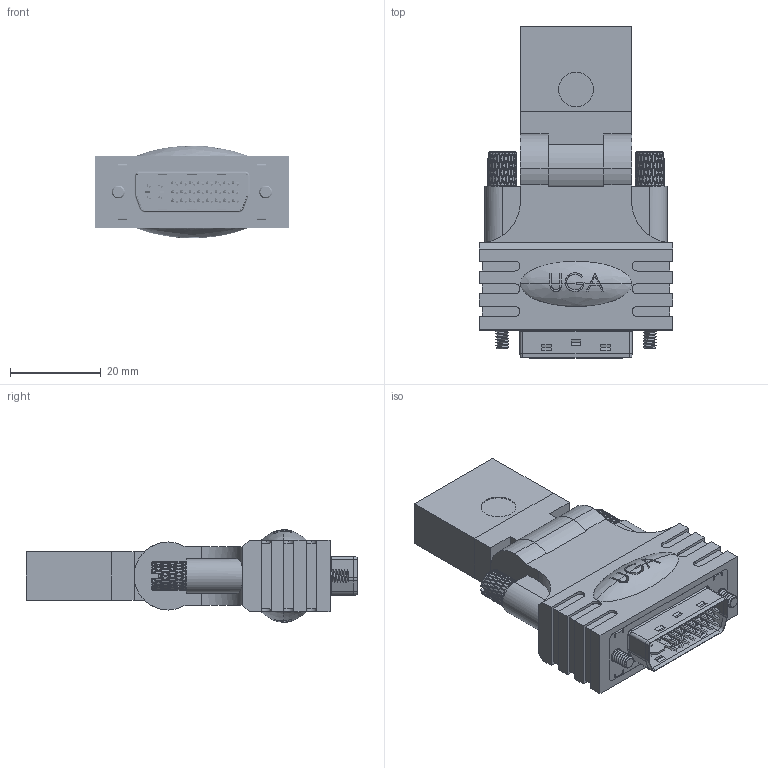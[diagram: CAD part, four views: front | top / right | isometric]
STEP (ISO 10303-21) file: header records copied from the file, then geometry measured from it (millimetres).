
FILE_DESCRIPTION (( 'STEP AP214' ), '1' );
FILE_NAME ('VIC00013.STEP', '2019-07-03T12:45:44', ( '' ), ( '' ), 'SwSTEP 2.0', 'SolidWorks 2018', '' );
FILE_SCHEMA (( 'AUTOMOTIVE_DESIGN' ));
Length unit declared in the file: inch
Products named in the file (8): VIC00013-MA2; UGA(LOGO); VIC00013-MA1; VIC00013-MA3; VIC00013; 1AH05-016___; VIC00013-MA4_CRMN9 Screw; 1AH01-010___
Assembly tree (9 placements, depth 2):
  VIC00013
    VIC00013-MA1
    VIC00013-MA2
    VIC00013-MA3
    1AH01-010___
    1AH05-016___
    VIC00013-MA4_CRMN9 Screw  x2
    UGA(LOGO)  x2
Bounding box: 42.7 x 73.15 x 20.48 mm (x, y, z)
Volume: 31067.9 mm3; surface area: 18624.3 mm2
Topology: 16 solids, 16 shells, 3481 faces, 9443 edges, 6022 vertices
Faces by surface type: plane 2078, bspline 728, cylinder 625, cone 36, torus 14
Entity records: 127591 total; most frequent: CARTESIAN_POINT 40138, ORIENTED_EDGE 16308, DIRECTION 12372, EDGE_CURVE 8154, LINE 6024, VECTOR 6024, VERTEX_POINT 5198, EDGE_LOOP 3182
